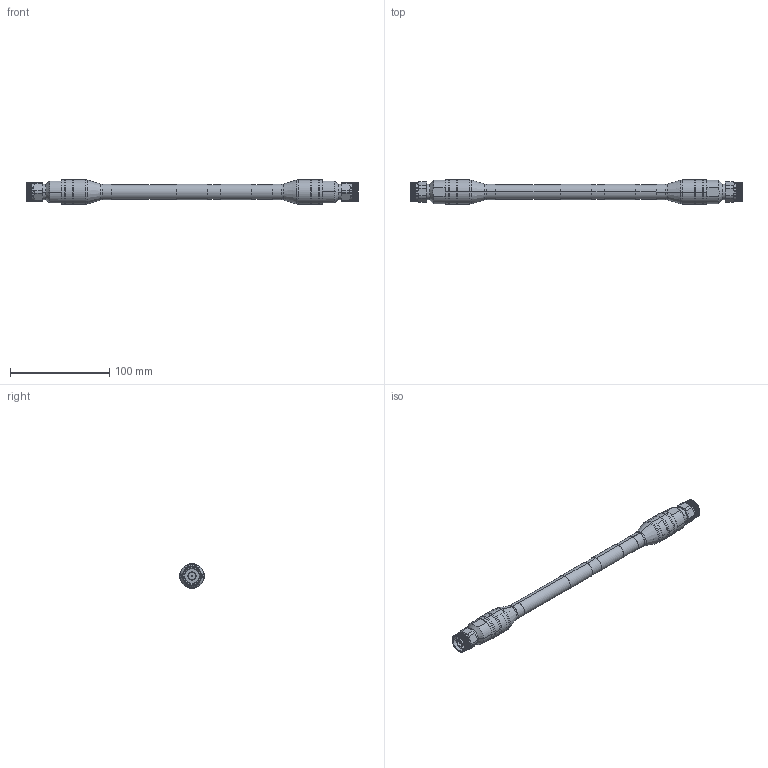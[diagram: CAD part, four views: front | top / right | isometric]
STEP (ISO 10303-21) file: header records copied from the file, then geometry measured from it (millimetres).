
FILE_DESCRIPTION (( 'STEP AP214' ), '1' );
FILE_NAME ('FMCA100127_3D.step', '2024-08-16T20:06:00', ( '' ), ( '' ), 'SwSTEP 2.0', 'SolidWorks 2022', '' );
FILE_SCHEMA (( 'AUTOMOTIVE_DESIGN' ));
Length unit declared in the file: inch
Products named in the file (4): TCP-600-NMC-LP; Heat Shrink^FMCA100127_1" Long; TCOM-600-FR^FMCA100127_LABEL+PE PIM; FMCA100127_3D
Assembly tree (5 placements, depth 2):
  FMCA100127_3D
    TCOM-600-FR^FMCA100127_LABEL+PE PIM
    TCP-600-NMC-LP  x2
    Heat Shrink^FMCA100127_1" Long  x2
Bounding box: 334.08 x 24.64 x 24.64 mm (x, y, z)
Volume: 82773.5 mm3; surface area: 41109.4 mm2
Topology: 5 solids, 5 shells, 1912 faces, 5080 edges, 3204 vertices
Faces by surface type: bspline 1000, cylinder 728, cone 90, plane 62, torus 32
Entity records: 76105 total; most frequent: CARTESIAN_POINT 57240, ORIENTED_EDGE 5106, EDGE_CURVE 2553, B_SPLINE_CURVE_WITH_KNOTS 2026, DIRECTION 1870, VERTEX_POINT 1612, EDGE_LOOP 983, FACE_OUTER_BOUND 964
